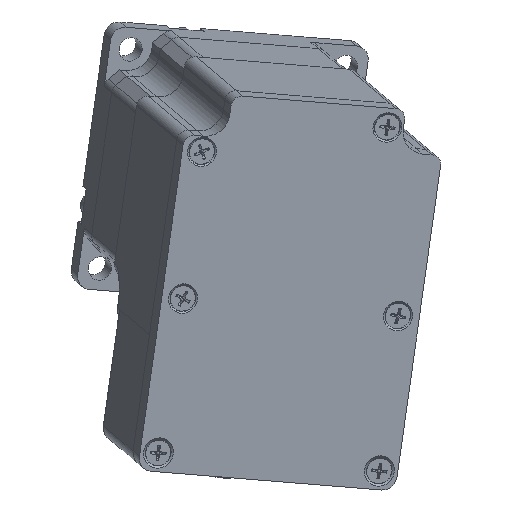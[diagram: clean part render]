
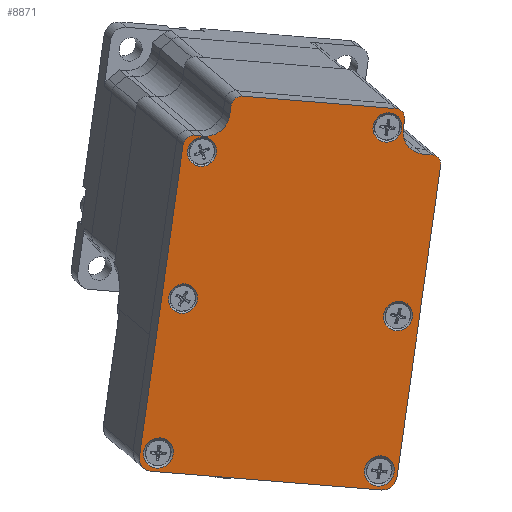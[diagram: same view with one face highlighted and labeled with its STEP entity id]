
A CAD part, front view. The second image highlights one B-rep face of the part: STEP entity #8871.
In plain terms, the highlighted planar face has unit normal (0.263, -0.939, -0.222).
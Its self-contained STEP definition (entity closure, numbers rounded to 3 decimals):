
#8662=CARTESIAN_POINT('',(-42.305,96.803,-135.719));
#8663=DIRECTION('',(0.263,-0.939,-0.222));
#8664=DIRECTION('',(-0.955,-0.286,0.078));
#8665=AXIS2_PLACEMENT_3D('',#8662,#8663,#8664);
#8666=PLANE('',#8665);
#8667=CARTESIAN_POINT('',(-22.033,114.222,-185.427));
#8668=VERTEX_POINT('',#8667);
#8669=CARTESIAN_POINT('',(-25.307,113.938,-188.11));
#8670=VERTEX_POINT('',#8669);
#8671=CARTESIAN_POINT('',(-24.898,113.364,-185.194));
#8672=DIRECTION('',(-0.263,0.939,0.222));
#8673=DIRECTION('',(0.579,0.338,-0.742));
#8674=AXIS2_PLACEMENT_3D('',#8671,#8672,#8673);
#8675=CIRCLE('',#8674,3.0);
#8676=EDGE_CURVE('',#8668,#8670,#8675,.T.);
#8677=ORIENTED_EDGE('',*,*,#8676,.F.);
#8678=CARTESIAN_POINT('',(-12.905,101.407,-120.301));
#8679=VERTEX_POINT('',#8678);
#8680=CARTESIAN_POINT('',(-12.905,101.407,-120.301));
#8681=DIRECTION('',(-0.136,0.191,-0.972));
#8682=VECTOR('',#8681,67.);
#8683=LINE('',#8680,#8682);
#8684=EDGE_CURVE('',#8679,#8668,#8683,.T.);
#8685=ORIENTED_EDGE('',*,*,#8684,.F.);
#8686=CARTESIAN_POINT('',(-14.706,100.356,-117.992));
#8687=VERTEX_POINT('',#8686);
#8688=CARTESIAN_POINT('',(-15.006,100.777,-120.13));
#8689=DIRECTION('',(-0.263,0.939,0.222));
#8690=DIRECTION('',(-0.955,-0.286,0.078));
#8691=AXIS2_PLACEMENT_3D('',#8688,#8689,#8690);
#8692=CIRCLE('',#8691,2.2);
#8693=EDGE_CURVE('',#8687,#8679,#8692,.T.);
#8694=ORIENTED_EDGE('',*,*,#8693,.F.);
#8695=CARTESIAN_POINT('',(-16.616,99.784,-117.836));
#8696=VERTEX_POINT('',#8695);
#8697=CARTESIAN_POINT('',(-16.616,99.784,-117.836));
#8698=DIRECTION('',(0.955,0.286,-0.078));
#8699=VECTOR('',#8698,2.);
#8700=LINE('',#8697,#8699);
#8701=EDGE_CURVE('',#8696,#8687,#8700,.T.);
#8702=ORIENTED_EDGE('',*,*,#8701,.F.);
#8703=CARTESIAN_POINT('',(-20.71,97.397,-112.588));
#8704=VERTEX_POINT('',#8703);
#8705=CARTESIAN_POINT('',(-15.935,98.828,-112.976));
#8706=DIRECTION('',(0.263,-0.939,-0.222));
#8707=DIRECTION('',(-0.955,-0.286,0.078));
#8708=AXIS2_PLACEMENT_3D('',#8705,#8706,#8707);
#8709=CIRCLE('',#8708,5.);
#8710=EDGE_CURVE('',#8704,#8696,#8709,.T.);
#8711=ORIENTED_EDGE('',*,*,#8710,.F.);
#8712=CARTESIAN_POINT('',(-20.438,97.015,-110.644));
#8713=VERTEX_POINT('',#8712);
#8714=CARTESIAN_POINT('',(-20.438,97.015,-110.644));
#8715=DIRECTION('',(-0.136,0.191,-0.972));
#8716=VECTOR('',#8715,2.);
#8717=LINE('',#8714,#8716);
#8718=EDGE_CURVE('',#8713,#8704,#8717,.T.);
#8719=ORIENTED_EDGE('',*,*,#8718,.F.);
#8720=CARTESIAN_POINT('',(-22.239,95.965,-108.335));
#8721=VERTEX_POINT('',#8720);
#8722=CARTESIAN_POINT('',(-22.539,96.385,-110.474));
#8723=DIRECTION('',(-0.263,0.939,0.222));
#8724=DIRECTION('',(-0.955,-0.286,0.078));
#8725=AXIS2_PLACEMENT_3D('',#8722,#8723,#8724);
#8726=CIRCLE('',#8725,2.2);
#8727=EDGE_CURVE('',#8721,#8713,#8726,.T.);
#8728=ORIENTED_EDGE('',*,*,#8727,.F.);
#8729=CARTESIAN_POINT('',(-54.329,86.352,-105.729));
#8730=VERTEX_POINT('',#8729);
#8731=CARTESIAN_POINT('',(-54.329,86.352,-105.729));
#8732=DIRECTION('',(0.955,0.286,-0.078));
#8733=VECTOR('',#8732,33.6);
#8734=LINE('',#8731,#8733);
#8735=EDGE_CURVE('',#8730,#8721,#8734,.T.);
#8736=ORIENTED_EDGE('',*,*,#8735,.F.);
#8737=CARTESIAN_POINT('',(-56.73,86.143,-107.697));
#8738=VERTEX_POINT('',#8737);
#8739=CARTESIAN_POINT('',(-54.629,86.772,-107.868));
#8740=DIRECTION('',(-0.263,0.939,0.222));
#8741=DIRECTION('',(-0.136,0.191,-0.972));
#8742=AXIS2_PLACEMENT_3D('',#8739,#8740,#8741);
#8743=CIRCLE('',#8742,2.2);
#8744=EDGE_CURVE('',#8738,#8730,#8743,.T.);
#8745=ORIENTED_EDGE('',*,*,#8744,.F.);
#8746=CARTESIAN_POINT('',(-57.002,86.526,-109.641));
#8747=VERTEX_POINT('',#8746);
#8748=CARTESIAN_POINT('',(-57.002,86.526,-109.641));
#8749=DIRECTION('',(0.136,-0.191,0.972));
#8750=VECTOR('',#8749,2.);
#8751=LINE('',#8748,#8750);
#8752=EDGE_CURVE('',#8747,#8738,#8751,.T.);
#8753=ORIENTED_EDGE('',*,*,#8752,.F.);
#8754=CARTESIAN_POINT('',(-62.459,86.051,-114.113));
#8755=VERTEX_POINT('',#8754);
#8756=CARTESIAN_POINT('',(-61.778,85.095,-109.253));
#8757=DIRECTION('',(0.263,-0.939,-0.222));
#8758=DIRECTION('',(-0.136,0.191,-0.972));
#8759=AXIS2_PLACEMENT_3D('',#8756,#8757,#8758);
#8760=CIRCLE('',#8759,5.0);
#8761=EDGE_CURVE('',#8755,#8747,#8760,.T.);
#8762=ORIENTED_EDGE('',*,*,#8761,.F.);
#8763=CARTESIAN_POINT('',(-64.369,85.479,-113.958));
#8764=VERTEX_POINT('',#8763);
#8765=CARTESIAN_POINT('',(-64.369,85.479,-113.958));
#8766=DIRECTION('',(0.955,0.286,-0.078));
#8767=VECTOR('',#8766,2.);
#8768=LINE('',#8765,#8767);
#8769=EDGE_CURVE('',#8764,#8755,#8768,.T.);
#8770=ORIENTED_EDGE('',*,*,#8769,.F.);
#8771=CARTESIAN_POINT('',(-66.77,85.271,-115.926));
#8772=VERTEX_POINT('',#8771);
#8773=CARTESIAN_POINT('',(-64.669,85.9,-116.097));
#8774=DIRECTION('',(-0.263,0.939,0.222));
#8775=DIRECTION('',(-0.136,0.191,-0.972));
#8776=AXIS2_PLACEMENT_3D('',#8773,#8774,#8775);
#8777=CIRCLE('',#8776,2.2);
#8778=EDGE_CURVE('',#8772,#8764,#8777,.T.);
#8779=ORIENTED_EDGE('',*,*,#8778,.F.);
#8780=CARTESIAN_POINT('',(-75.898,98.086,-181.052));
#8781=VERTEX_POINT('',#8780);
#8782=CARTESIAN_POINT('',(-75.898,98.086,-181.052));
#8783=DIRECTION('',(0.136,-0.191,0.972));
#8784=VECTOR('',#8783,67.);
#8785=LINE('',#8782,#8784);
#8786=EDGE_CURVE('',#8781,#8772,#8785,.T.);
#8787=ORIENTED_EDGE('',*,*,#8786,.F.);
#8788=CARTESIAN_POINT('',(-73.442,99.518,-184.201));
#8789=VERTEX_POINT('',#8788);
#8790=CARTESIAN_POINT('',(-73.033,98.944,-181.285));
#8791=DIRECTION('',(-0.263,0.939,0.222));
#8792=DIRECTION('',(-0.772,-0.067,-0.632));
#8793=AXIS2_PLACEMENT_3D('',#8790,#8791,#8792);
#8794=CIRCLE('',#8793,3.);
#8795=EDGE_CURVE('',#8789,#8781,#8794,.T.);
#8796=ORIENTED_EDGE('',*,*,#8795,.F.);
#8797=CARTESIAN_POINT('',(-73.442,99.518,-184.201));
#8798=DIRECTION('',(0.955,0.286,-0.078));
#8799=VECTOR('',#8798,50.4);
#8800=LINE('',#8797,#8799);
#8801=EDGE_CURVE('',#8789,#8670,#8800,.T.);
#8802=ORIENTED_EDGE('',*,*,#8801,.T.);
#8803=EDGE_LOOP('',(#8677,#8685,#8694,#8702,#8711,#8719,#8728,#8736,#8745,#8753,#8762,#8770,#8779,#8787,#8796,#8802));
#8804=FACE_OUTER_BOUND('',#8803,.T.);
#8805=CARTESIAN_POINT('',(-75.046,98.109,-180.139));
#8806=VERTEX_POINT('',#8805);
#8807=CARTESIAN_POINT('',(-71.942,99.039,-180.391));
#8808=DIRECTION('',(-0.263,0.939,0.222));
#8809=DIRECTION('',(-0.955,-0.286,0.078));
#8810=AXIS2_PLACEMENT_3D('',#8807,#8808,#8809);
#8811=CIRCLE('',#8810,3.25);
#8812=EDGE_CURVE('',#8806,#8806,#8811,.T.);
#8813=ORIENTED_EDGE('',*,*,#8812,.T.);
#8814=EDGE_LOOP('',(#8813));
#8815=FACE_BOUND('',#8814,.T.);
#8816=CARTESIAN_POINT('',(-28.821,111.957,-183.893));
#8817=VERTEX_POINT('',#8816);
#8818=CARTESIAN_POINT('',(-25.717,112.887,-184.145));
#8819=DIRECTION('',(-0.263,0.939,0.222));
#8820=DIRECTION('',(-0.955,-0.286,0.078));
#8821=AXIS2_PLACEMENT_3D('',#8818,#8819,#8820);
#8822=CIRCLE('',#8821,3.25);
#8823=EDGE_CURVE('',#8817,#8817,#8822,.T.);
#8824=ORIENTED_EDGE('',*,*,#8823,.T.);
#8825=EDGE_LOOP('',(#8824));
#8826=FACE_BOUND('',#8825,.T.);
#8827=CARTESIAN_POINT('',(-24.812,105.432,-151.492));
#8828=VERTEX_POINT('',#8827);
#8829=CARTESIAN_POINT('',(-21.804,106.333,-151.736));
#8830=DIRECTION('',(-0.263,0.939,0.222));
#8831=DIRECTION('',(-0.955,-0.286,0.078));
#8832=AXIS2_PLACEMENT_3D('',#8829,#8830,#8831);
#8833=CIRCLE('',#8832,3.15);
#8834=EDGE_CURVE('',#8828,#8828,#8833,.T.);
#8835=ORIENTED_EDGE('',*,*,#8834,.T.);
#8836=EDGE_LOOP('',(#8835));
#8837=FACE_BOUND('',#8836,.T.);
#8838=CARTESIAN_POINT('',(-69.795,91.956,-147.838));
#8839=VERTEX_POINT('',#8838);
#8840=CARTESIAN_POINT('',(-66.787,92.857,-148.083));
#8841=DIRECTION('',(-0.263,0.939,0.222));
#8842=DIRECTION('',(-0.955,-0.286,0.078));
#8843=AXIS2_PLACEMENT_3D('',#8840,#8841,#8842);
#8844=CIRCLE('',#8843,3.15);
#8845=EDGE_CURVE('',#8839,#8839,#8844,.T.);
#8846=ORIENTED_EDGE('',*,*,#8845,.T.);
#8847=EDGE_LOOP('',(#8846));
#8848=FACE_BOUND('',#8847,.T.);
#8849=CARTESIAN_POINT('',(-27.036,95.493,-112.033));
#8850=VERTEX_POINT('',#8849);
#8851=CARTESIAN_POINT('',(-24.027,96.394,-112.277));
#8852=DIRECTION('',(-0.263,0.939,0.222));
#8853=DIRECTION('',(-0.955,-0.286,0.078));
#8854=AXIS2_PLACEMENT_3D('',#8851,#8852,#8853);
#8855=CIRCLE('',#8854,3.15);
#8856=EDGE_CURVE('',#8850,#8850,#8855,.T.);
#8857=ORIENTED_EDGE('',*,*,#8856,.T.);
#8858=EDGE_LOOP('',(#8857));
#8859=FACE_BOUND('',#8858,.T.);
#8860=CARTESIAN_POINT('',(-65.83,85.816,-117.12));
#8861=VERTEX_POINT('',#8860);
#8862=CARTESIAN_POINT('',(-62.821,86.717,-117.365));
#8863=DIRECTION('',(-0.263,0.939,0.222));
#8864=DIRECTION('',(-0.955,-0.286,0.078));
#8865=AXIS2_PLACEMENT_3D('',#8862,#8863,#8864);
#8866=CIRCLE('',#8865,3.15);
#8867=EDGE_CURVE('',#8861,#8861,#8866,.T.);
#8868=ORIENTED_EDGE('',*,*,#8867,.T.);
#8869=EDGE_LOOP('',(#8868));
#8870=FACE_BOUND('',#8869,.T.);
#8871=ADVANCED_FACE('',(#8804,#8815,#8826,#8837,#8848,#8859,#8870),#8666,.T.);
